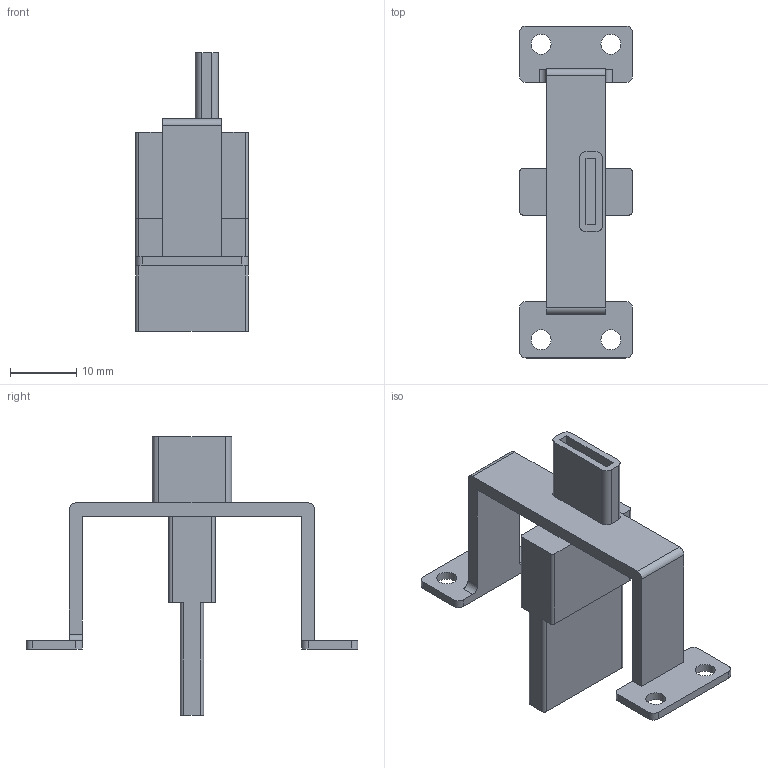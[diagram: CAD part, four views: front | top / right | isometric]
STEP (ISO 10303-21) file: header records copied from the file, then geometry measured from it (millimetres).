
FILE_DESCRIPTION(/* description */ ('STEP AP214'),/* implementation_level */ '2;1');
FILE_NAME(/* name */ '611a9519b7c3406beff3f816',/* time_stamp */ '2021-08-16T16:40:57+00:00',/* author */ (''),/* organization */ (''),/* preprocessor_version */ 'ST-DEVELOPER v18.1',/* originating_system */ ' ',/* authorisation */ ' ');
FILE_SCHEMA (('AUTOMOTIVE_DESIGN {1 0 10303 214 3 1 1}'));
Length unit declared in the file: metre
Products named in the file (1): Part 1
Bounding box: 17 x 50 x 42 mm (x, y, z)
Volume: 4475.2 mm3; surface area: 4211.6 mm2
Topology: 1 solids, 1 shells, 68 faces, 188 edges, 124 vertices
Faces by surface type: plane 40, cylinder 28
Full cylindrical faces by diameter (mm): 3 x4
Entity records: 2202 total; most frequent: DIRECTION 378, CARTESIAN_POINT 377, ORIENTED_EDGE 368, EDGE_CURVE 184, LINE 128, VECTOR 128, AXIS2_PLACEMENT_3D 125, VERTEX_POINT 124
